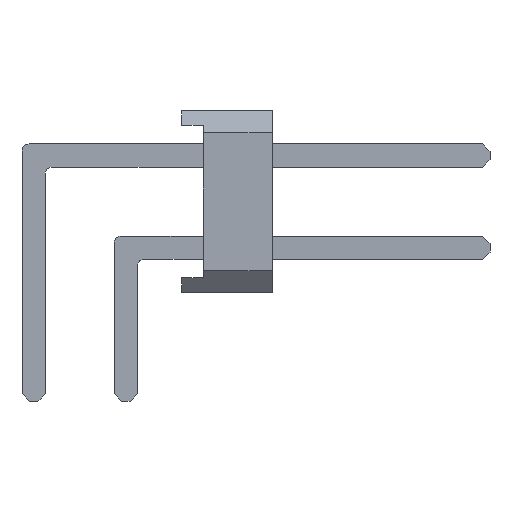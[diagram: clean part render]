
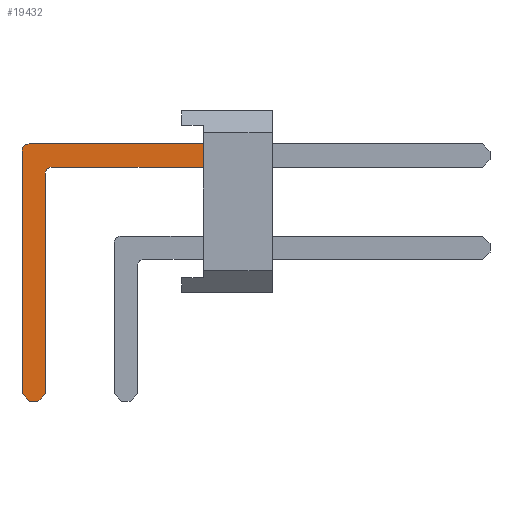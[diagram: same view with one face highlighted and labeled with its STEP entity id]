
A CAD part, left-side view. The second image highlights one B-rep face of the part: STEP entity #19432.
In plain terms, the highlighted planar face has unit normal (-1, 0, 0).
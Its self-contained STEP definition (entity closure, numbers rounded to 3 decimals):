
#673 = DIRECTION ( 'NONE',  ( 0., 0., -1. ) ) ;
#677 = CIRCLE ( 'NONE', #18170, 0.2 ) ;
#692 = DIRECTION ( 'NONE',  ( 0., 0., 1. ) ) ;
#920 = VECTOR ( 'NONE', #19868, 1000. ) ;
#927 = DIRECTION ( 'NONE',  ( -1., 0., 0. ) ) ;
#1083 = CARTESIAN_POINT ( 'NONE',  ( -9.21, 4.81, 3.25 ) ) ;
#1216 = DIRECTION ( 'NONE',  ( 0., 0., -1. ) ) ;
#1887 = VERTEX_POINT ( 'NONE', #19753 ) ;
#2115 = LINE ( 'NONE', #17898, #18354 ) ;
#2246 = VECTOR ( 'NONE', #16366, 1000. ) ;
#2306 = ORIENTED_EDGE ( 'NONE', *, *, #2320, .T. ) ;
#2320 = EDGE_CURVE ( 'NONE', #16311, #16224, #9754, .T. ) ;
#3000 = EDGE_CURVE ( 'NONE', #22662, #16311, #17963, .T. ) ;
#3524 = CARTESIAN_POINT ( 'NONE',  ( -9.21, 5.65, 3.89 ) ) ;
#3545 = CIRCLE ( 'NONE', #6938, 0.2 ) ;
#4155 = CARTESIAN_POINT ( 'NONE',  ( -9.21, 0.65, 3.45 ) ) ;
#4541 = DIRECTION ( 'NONE',  ( 1., 0., 0. ) ) ;
#5628 = ORIENTED_EDGE ( 'NONE', *, *, #19935, .T. ) ;
#6115 = VECTOR ( 'NONE', #16802, 1000. ) ;
#6355 = ORIENTED_EDGE ( 'NONE', *, *, #6812, .T. ) ;
#6410 = CARTESIAN_POINT ( 'NONE',  ( -9.21, 5.45, 4.09 ) ) ;
#6669 = VECTOR ( 'NONE', #17546, 1000. ) ;
#6708 = VERTEX_POINT ( 'NONE', #4155 ) ;
#6812 = EDGE_CURVE ( 'NONE', #14137, #22662, #677, .T. ) ;
#6938 = AXIS2_PLACEMENT_3D ( 'NONE', #1083, #24073, #1216 ) ;
#7396 = CARTESIAN_POINT ( 'NONE',  ( -9.21, 5.45, -3. ) ) ;
#7788 = DIRECTION ( 'NONE',  ( 0., 0., 1. ) ) ;
#8082 = VERTEX_POINT ( 'NONE', #19762 ) ;
#8186 = CARTESIAN_POINT ( 'NONE',  ( -9.21, 4.81, 3.45 ) ) ;
#8409 = LINE ( 'NONE', #24358, #13960 ) ;
#9385 = LINE ( 'NONE', #11633, #6669 ) ;
#9440 = VECTOR ( 'NONE', #17910, 1000. ) ;
#9754 = LINE ( 'NONE', #13357, #9440 ) ;
#11633 = CARTESIAN_POINT ( 'NONE',  ( -9.21, 0.65, 0.4 ) ) ;
#12171 = DIRECTION ( 'NONE',  ( 0., -1., 0. ) ) ;
#12601 = EDGE_CURVE ( 'NONE', #15192, #14137, #2115, .T. ) ;
#13357 = CARTESIAN_POINT ( 'NONE',  ( -9.21, 5.65, -2.8 ) ) ;
#13825 = AXIS2_PLACEMENT_3D ( 'NONE', #24862, #4541, #673 ) ;
#13960 = VECTOR ( 'NONE', #12171, 1000. ) ;
#14137 = VERTEX_POINT ( 'NONE', #6410 ) ;
#14234 = LINE ( 'NONE', #20391, #24935 ) ;
#15192 = VERTEX_POINT ( 'NONE', #25523 ) ;
#16224 = VERTEX_POINT ( 'NONE', #7396 ) ;
#16311 = VERTEX_POINT ( 'NONE', #24124 ) ;
#16366 = DIRECTION ( 'NONE',  ( 0., -1., 0. ) ) ;
#16614 = EDGE_CURVE ( 'NONE', #6708, #15192, #9385, .T. ) ;
#16768 = EDGE_CURVE ( 'NONE', #16224, #24075, #8409, .T. ) ;
#16802 = DIRECTION ( 'NONE',  ( 0., -0.707, 0.707 ) ) ;
#17021 = ORIENTED_EDGE ( 'NONE', *, *, #16768, .T. ) ;
#17546 = DIRECTION ( 'NONE',  ( 0., 0., 1. ) ) ;
#17711 = EDGE_LOOP ( 'NONE', ( #5628, #24599, #25183, #6355, #19416, #2306, #17021, #25241, #24116, #20856 ) ) ;
#17898 = CARTESIAN_POINT ( 'NONE',  ( -9.21, -7.05, 4.09 ) ) ;
#17910 = DIRECTION ( 'NONE',  ( 0., -0.707, -0.707 ) ) ;
#17963 = LINE ( 'NONE', #3524, #920 ) ;
#18010 = DIRECTION ( 'NONE',  ( 0., 1., 0. ) ) ;
#18170 = AXIS2_PLACEMENT_3D ( 'NONE', #19129, #927, #692 ) ;
#18354 = VECTOR ( 'NONE', #18010, 1000. ) ;
#18375 = LINE ( 'NONE', #8186, #2246 ) ;
#18724 = PLANE ( 'NONE',  #13825 ) ;
#19020 = CARTESIAN_POINT ( 'NONE',  ( -9.21, 5.01, 3.25 ) ) ;
#19124 = EDGE_CURVE ( 'NONE', #20468, #8082, #3545, .T. ) ;
#19129 = CARTESIAN_POINT ( 'NONE',  ( -9.21, 5.45, 3.89 ) ) ;
#19416 = ORIENTED_EDGE ( 'NONE', *, *, #3000, .T. ) ;
#19432 = ADVANCED_FACE ( 'NONE', ( #25022 ), #18724, .F. ) ;
#19746 = EDGE_CURVE ( 'NONE', #24075, #1887, #21225, .T. ) ;
#19753 = CARTESIAN_POINT ( 'NONE',  ( -9.21, 5.01, -2.8 ) ) ;
#19762 = CARTESIAN_POINT ( 'NONE',  ( -9.21, 4.81, 3.45 ) ) ;
#19868 = DIRECTION ( 'NONE',  ( 0., 0., -1. ) ) ;
#19935 = EDGE_CURVE ( 'NONE', #8082, #6708, #18375, .T. ) ;
#20391 = CARTESIAN_POINT ( 'NONE',  ( -9.21, 5.01, -2.8 ) ) ;
#20468 = VERTEX_POINT ( 'NONE', #19020 ) ;
#20836 = CARTESIAN_POINT ( 'NONE',  ( -9.21, 5.21, -3. ) ) ;
#20856 = ORIENTED_EDGE ( 'NONE', *, *, #19124, .T. ) ;
#20961 = EDGE_CURVE ( 'NONE', #1887, #20468, #14234, .T. ) ;
#21225 = LINE ( 'NONE', #20836, #6115 ) ;
#22576 = CARTESIAN_POINT ( 'NONE',  ( -9.21, 5.65, 3.89 ) ) ;
#22662 = VERTEX_POINT ( 'NONE', #22576 ) ;
#24073 = DIRECTION ( 'NONE',  ( 1., 0., 0. ) ) ;
#24075 = VERTEX_POINT ( 'NONE', #26252 ) ;
#24116 = ORIENTED_EDGE ( 'NONE', *, *, #20961, .T. ) ;
#24124 = CARTESIAN_POINT ( 'NONE',  ( -9.21, 5.65, -2.8 ) ) ;
#24358 = CARTESIAN_POINT ( 'NONE',  ( -9.21, 5.45, -3. ) ) ;
#24599 = ORIENTED_EDGE ( 'NONE', *, *, #16614, .T. ) ;
#24862 = CARTESIAN_POINT ( 'NONE',  ( -9.21, 4.81, 3.25 ) ) ;
#24935 = VECTOR ( 'NONE', #7788, 1000. ) ;
#25022 = FACE_OUTER_BOUND ( 'NONE', #17711, .T. ) ;
#25183 = ORIENTED_EDGE ( 'NONE', *, *, #12601, .T. ) ;
#25241 = ORIENTED_EDGE ( 'NONE', *, *, #19746, .T. ) ;
#25523 = CARTESIAN_POINT ( 'NONE',  ( -9.21, 0.65, 4.09 ) ) ;
#26252 = CARTESIAN_POINT ( 'NONE',  ( -9.21, 5.21, -3. ) ) ;
